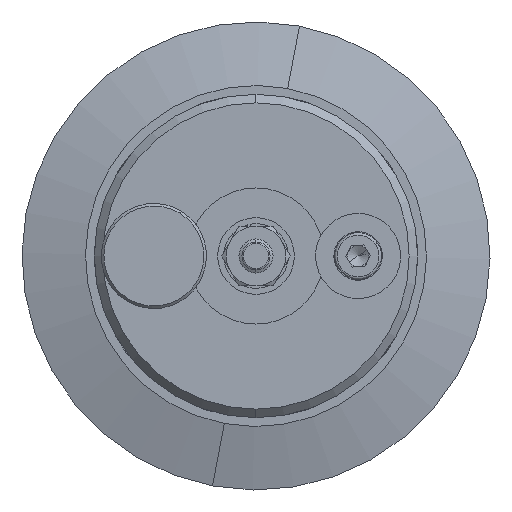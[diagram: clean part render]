
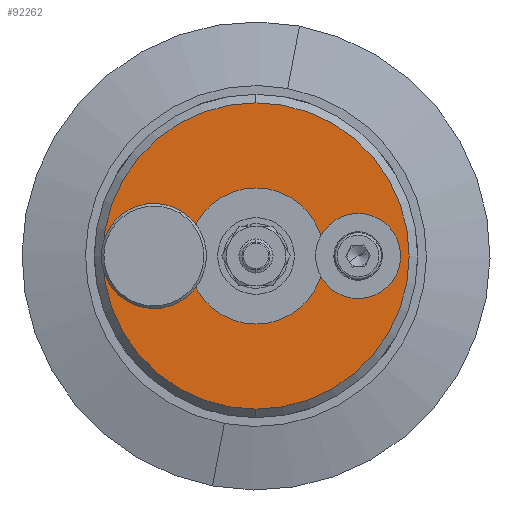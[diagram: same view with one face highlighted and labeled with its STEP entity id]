
A CAD part, front view. The second image highlights one B-rep face of the part: STEP entity #92262.
In plain terms, the highlighted face is planar.
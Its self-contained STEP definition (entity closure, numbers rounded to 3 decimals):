
#1383 = CARTESIAN_POINT ( 'NONE',  ( 18., 0., -22. ) ) ;
#2773 = CARTESIAN_POINT ( 'NONE',  ( 0., 0., -22. ) ) ;
#5090 = VERTEX_POINT ( 'NONE', #54688 ) ;
#5924 = DIRECTION ( 'NONE',  ( 0., 0., -1. ) ) ;
#6220 = ORIENTED_EDGE ( 'NONE', *, *, #88145, .T. ) ;
#9939 = EDGE_LOOP ( 'NONE', ( #35520, #132128 ) ) ;
#11721 = EDGE_LOOP ( 'NONE', ( #23218, #25070 ) ) ;
#13361 = DIRECTION ( 'NONE',  ( 1., 0., 0. ) ) ;
#19201 = CARTESIAN_POINT ( 'NONE',  ( 0., 0., -22. ) ) ;
#19746 = DIRECTION ( 'NONE',  ( 0., 0., -1. ) ) ;
#19761 = CARTESIAN_POINT ( 'NONE',  ( 0., 0., -22. ) ) ;
#23218 = ORIENTED_EDGE ( 'NONE', *, *, #113090, .F. ) ;
#23629 = FACE_BOUND ( 'NONE', #113642, .T. ) ;
#25070 = ORIENTED_EDGE ( 'NONE', *, *, #109579, .F. ) ;
#26371 = CARTESIAN_POINT ( 'NONE',  ( 0., 19., -22. ) ) ;
#26956 = FACE_BOUND ( 'NONE', #9939, .T. ) ;
#29152 = VERTEX_POINT ( 'NONE', #33269 ) ;
#29247 = DIRECTION ( 'NONE',  ( 0., 0., -1. ) ) ;
#29840 = DIRECTION ( 'NONE',  ( 1., 0., 0. ) ) ;
#30421 = DIRECTION ( 'NONE',  ( 1., 0., 0. ) ) ;
#31080 = EDGE_CURVE ( 'NONE', #113623, #45827, #69112, .T. ) ;
#32034 = CIRCLE ( 'NONE', #108147, 8. ) ;
#33269 = CARTESIAN_POINT ( 'NONE',  ( 8., 0., -22. ) ) ;
#35520 = ORIENTED_EDGE ( 'NONE', *, *, #31080, .F. ) ;
#36957 = PLANE ( 'NONE',  #112650 ) ;
#39882 = CARTESIAN_POINT ( 'NONE',  ( 0., 0., -22. ) ) ;
#41895 = CARTESIAN_POINT ( 'NONE',  ( 1.25, 12., -22. ) ) ;
#42841 = ORIENTED_EDGE ( 'NONE', *, *, #50727, .T. ) ;
#43808 = CIRCLE ( 'NONE', #48411, 18. ) ;
#45827 = VERTEX_POINT ( 'NONE', #41895 ) ;
#46757 = CARTESIAN_POINT ( 'NONE',  ( 1.25, -12., -22. ) ) ;
#47155 = CIRCLE ( 'NONE', #110539, 8. ) ;
#47561 = DIRECTION ( 'NONE',  ( 0., 0., 1. ) ) ;
#48411 = AXIS2_PLACEMENT_3D ( 'NONE', #2773, #76613, #13361 ) ;
#48704 = CIRCLE ( 'NONE', #80597, 1.25 ) ;
#50556 = DIRECTION ( 'NONE',  ( 1., 0., 0. ) ) ;
#50727 = EDGE_CURVE ( 'NONE', #128754, #101158, #43808, .T. ) ;
#54688 = CARTESIAN_POINT ( 'NONE',  ( -8., 0., -22. ) ) ;
#55436 = CARTESIAN_POINT ( 'NONE',  ( -1.25, -12., -22. ) ) ;
#58826 = DIRECTION ( 'NONE',  ( 0., 0., -1. ) ) ;
#60658 = AXIS2_PLACEMENT_3D ( 'NONE', #69118, #5924, #79780 ) ;
#61181 = CIRCLE ( 'NONE', #80523, 18. ) ;
#69112 = CIRCLE ( 'NONE', #104186, 1.25 ) ;
#69118 = CARTESIAN_POINT ( 'NONE',  ( 0., -12., -22. ) ) ;
#72353 = VERTEX_POINT ( 'NONE', #46757 ) ;
#73973 = EDGE_CURVE ( 'NONE', #45827, #113623, #48704, .T. ) ;
#75571 = EDGE_CURVE ( 'NONE', #5090, #29152, #32034, .T. ) ;
#76613 = DIRECTION ( 'NONE',  ( 0., 0., -1. ) ) ;
#77624 = CARTESIAN_POINT ( 'NONE',  ( -1.25, 12., -22. ) ) ;
#79780 = DIRECTION ( 'NONE',  ( -1., 0., 0. ) ) ;
#79781 = FACE_BOUND ( 'NONE', #11721, .T. ) ;
#80523 = AXIS2_PLACEMENT_3D ( 'NONE', #19761, #93645, #30421 ) ;
#80597 = AXIS2_PLACEMENT_3D ( 'NONE', #92481, #29247, #103167 ) ;
#83033 = CARTESIAN_POINT ( 'NONE',  ( 0., 12., -22. ) ) ;
#88145 = EDGE_CURVE ( 'NONE', #29152, #5090, #47155, .T. ) ;
#92262 = ADVANCED_FACE ( 'NONE', ( #111248, #79781, #26956, #23629 ), #36957, .F. ) ;
#92481 = CARTESIAN_POINT ( 'NONE',  ( 0., 12., -22. ) ) ;
#92755 = ORIENTED_EDGE ( 'NONE', *, *, #75571, .T. ) ;
#93081 = DIRECTION ( 'NONE',  ( 0., 0., 1. ) ) ;
#93633 = DIRECTION ( 'NONE',  ( -1., 0., 0. ) ) ;
#93645 = DIRECTION ( 'NONE',  ( 0., 0., -1. ) ) ;
#95105 = CARTESIAN_POINT ( 'NONE',  ( -18., 0., -22. ) ) ;
#101158 = VERTEX_POINT ( 'NONE', #95105 ) ;
#103167 = DIRECTION ( 'NONE',  ( -1., 0., 0. ) ) ;
#104186 = AXIS2_PLACEMENT_3D ( 'NONE', #83033, #19746, #93633 ) ;
#106070 = EDGE_LOOP ( 'NONE', ( #42841, #107130 ) ) ;
#107130 = ORIENTED_EDGE ( 'NONE', *, *, #115484, .T. ) ;
#108147 = AXIS2_PLACEMENT_3D ( 'NONE', #39882, #113857, #50556 ) ;
#109579 = EDGE_CURVE ( 'NONE', #72353, #131810, #122262, .T. ) ;
#110539 = AXIS2_PLACEMENT_3D ( 'NONE', #19201, #93081, #29840 ) ;
#111248 = FACE_OUTER_BOUND ( 'NONE', #106070, .T. ) ;
#112650 = AXIS2_PLACEMENT_3D ( 'NONE', #26371, #47561, #121526 ) ;
#113090 = EDGE_CURVE ( 'NONE', #131810, #72353, #130951, .T. ) ;
#113623 = VERTEX_POINT ( 'NONE', #77624 ) ;
#113642 = EDGE_LOOP ( 'NONE', ( #6220, #92755 ) ) ;
#113857 = DIRECTION ( 'NONE',  ( 0., 0., 1. ) ) ;
#114955 = AXIS2_PLACEMENT_3D ( 'NONE', #122115, #58826, #132796 ) ;
#115484 = EDGE_CURVE ( 'NONE', #101158, #128754, #61181, .T. ) ;
#121526 = DIRECTION ( 'NONE',  ( 1., 0., 0. ) ) ;
#122115 = CARTESIAN_POINT ( 'NONE',  ( 0., -12., -22. ) ) ;
#122262 = CIRCLE ( 'NONE', #60658, 1.25 ) ;
#128754 = VERTEX_POINT ( 'NONE', #1383 ) ;
#130951 = CIRCLE ( 'NONE', #114955, 1.25 ) ;
#131810 = VERTEX_POINT ( 'NONE', #55436 ) ;
#132128 = ORIENTED_EDGE ( 'NONE', *, *, #73973, .F. ) ;
#132796 = DIRECTION ( 'NONE',  ( -1., 0., 0. ) ) ;
